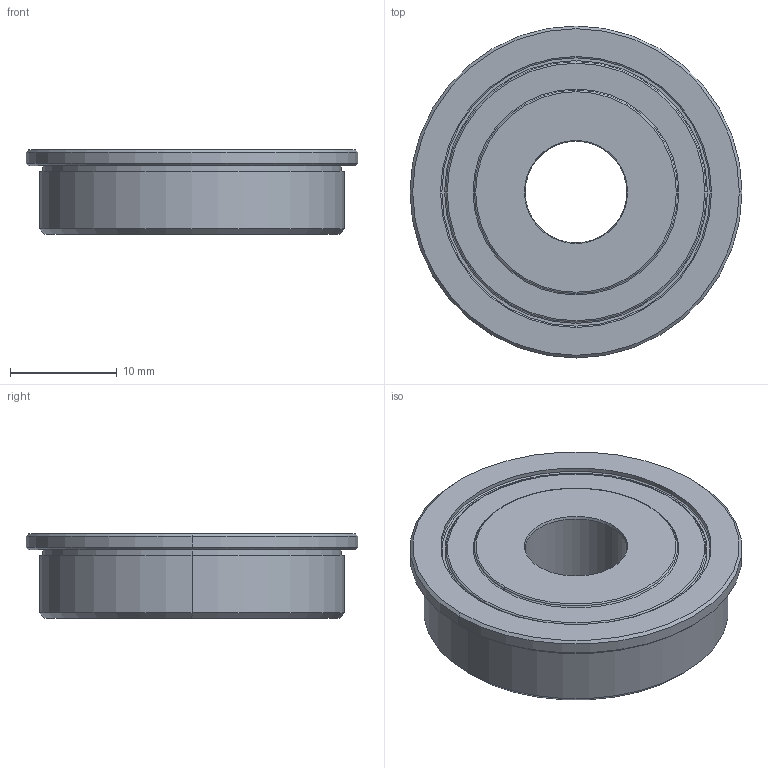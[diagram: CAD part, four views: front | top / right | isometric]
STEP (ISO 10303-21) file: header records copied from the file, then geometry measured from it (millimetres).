
FILE_DESCRIPTION (( 'STEP AP214' ), '1' );
FILE_NAME ('am-0573 3-8 ID 1 1-8 OD Flanged Bearing.STEP', '2018-08-14T15:40:07', ( '' ), ( '' ), 'SwSTEP 2.0', 'SolidWorks 2018', '' );
FILE_SCHEMA (( 'AUTOMOTIVE_DESIGN' ));
Length unit declared in the file: inch
Products named in the file (1): am-0573 3-8 ID 1 1-8 OD Flanged Bearing
Bounding box: 31.11 x 31.11 x 7.93 mm (x, y, z)
Volume: 4535.8 mm3; surface area: 2450.1 mm2
Topology: 1 solids, 1 shells, 52 faces, 104 edges, 62 vertices
Faces by surface type: torus 18, cylinder 14, cone 10, plane 10
Entity records: 1416 total; most frequent: DIRECTION 290, CARTESIAN_POINT 219, ORIENTED_EDGE 208, AXIS2_PLACEMENT_3D 133, EDGE_CURVE 104, CIRCLE 80, VERTEX_POINT 62, EDGE_LOOP 62
